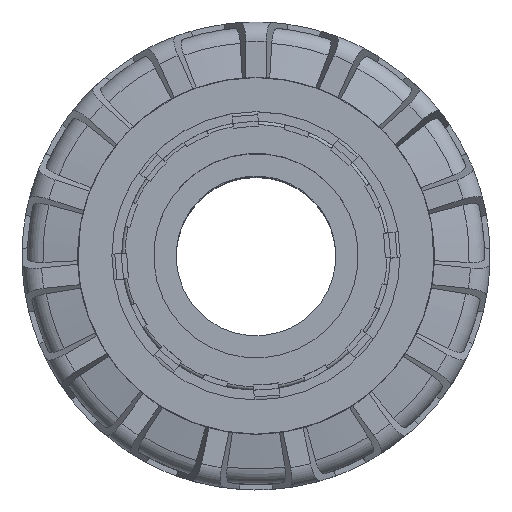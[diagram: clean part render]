
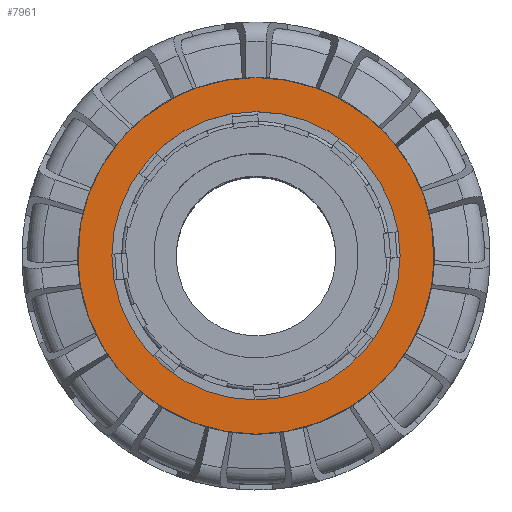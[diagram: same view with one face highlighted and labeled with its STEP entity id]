
A CAD part, top view. The second image highlights one B-rep face of the part: STEP entity #7961.
In plain terms, the highlighted planar face has unit normal (0, 0, 1).
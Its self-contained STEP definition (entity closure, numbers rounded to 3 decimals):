
#1607=PLANE($,#8838);
#1807=FACE_BOUND($,#2577,.T.);
#1808=FACE_BOUND($,#2578,.T.);
#2577=EDGE_LOOP($,(#6870));
#2578=EDGE_LOOP($,(#6871));
#2951=CIRCLE($,#8759,22.55);
#2967=CIRCLE($,#8804,27.9);
#3677=VERTEX_POINT($,#13951);
#3685=VERTEX_POINT($,#14039);
#4743=EDGE_CURVE($,#3677,#3677,#2951,.T.);
#4787=EDGE_CURVE($,#3685,#3685,#2967,.T.);
#6870=ORIENTED_EDGE($,*,*,#4743,.T.);
#6871=ORIENTED_EDGE($,*,*,#4787,.T.);
#7961=ADVANCED_FACE($,(#1807,#1808),#1607,.T.);
#8759=AXIS2_PLACEMENT_3D($,#13952,#10757,#10758);
#8804=AXIS2_PLACEMENT_3D($,#14040,#10861,#10862);
#8838=AXIS2_PLACEMENT_3D($,#14076,#10931,#10932);
#10757=DIRECTION('center_axis',(0.,0.,-1.));
#10758=DIRECTION('ref_axis',(-1.,0.,0.));
#10861=DIRECTION('center_axis',(0.,0.,1.));
#10862=DIRECTION('ref_axis',(1.,0.,0.));
#10931=DIRECTION('center_axis',(0.,0.,1.));
#10932=DIRECTION('ref_axis',(1.,0.,0.));
#13951=CARTESIAN_POINT('',(22.55,0.,32.5));
#13952=CARTESIAN_POINT('Origin',(0.,0.,32.5));
#14039=CARTESIAN_POINT('',(0.,-27.9,32.5));
#14040=CARTESIAN_POINT('Origin',(0.,0.,32.5));
#14076=CARTESIAN_POINT('Origin',(0.,0.,32.5));
